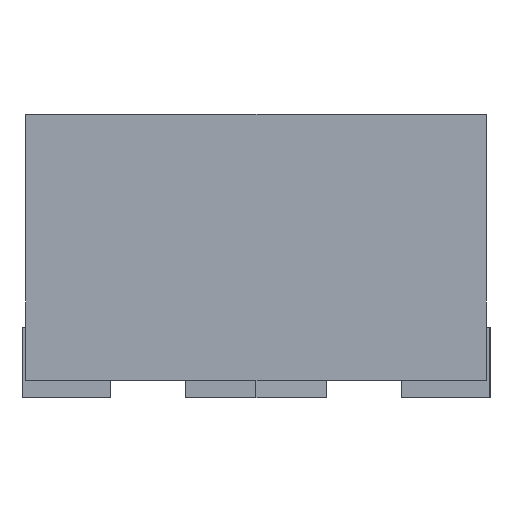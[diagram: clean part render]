
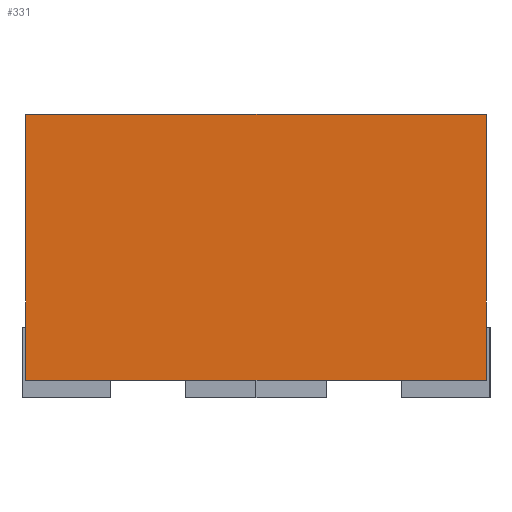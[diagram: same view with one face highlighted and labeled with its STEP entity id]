
A CAD part, left-side view. The second image highlights one B-rep face of the part: STEP entity #331.
In plain terms, the highlighted planar face has unit normal (-1, 0, 0).
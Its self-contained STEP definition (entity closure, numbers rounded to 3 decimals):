
#5 = ORIENTED_EDGE ( 'NONE', *, *, #4147, .F. ) ;
#108 = FACE_OUTER_BOUND ( 'NONE', #1908, .T. ) ;
#148 = DIRECTION ( 'NONE',  ( 0., 1., 0. ) ) ;
#331 = ADVANCED_FACE ( 'NONE', ( #108 ), #3156, .T. ) ;
#432 = VECTOR ( 'NONE', #771, 1000. ) ;
#578 = LINE ( 'NONE', #1297, #4834 ) ;
#771 = DIRECTION ( 'NONE',  ( 0., 0., -1. ) ) ;
#863 = CARTESIAN_POINT ( 'NONE',  ( -1.65, -0.65, 0.05 ) ) ;
#903 = VECTOR ( 'NONE', #1118, 1000. ) ;
#1118 = DIRECTION ( 'NONE',  ( 0., 0., 1. ) ) ;
#1142 = CARTESIAN_POINT ( 'NONE',  ( -1.65, 0.65, 0.05 ) ) ;
#1259 = DIRECTION ( 'NONE',  ( 0., 0., 1. ) ) ;
#1297 = CARTESIAN_POINT ( 'NONE',  ( -1.65, -0.65, 0.8 ) ) ;
#1514 = LINE ( 'NONE', #1142, #903 ) ;
#1532 = LINE ( 'NONE', #4171, #2273 ) ;
#1801 = VERTEX_POINT ( 'NONE', #4062 ) ;
#1908 = EDGE_LOOP ( 'NONE', ( #4966, #2797, #5, #2727 ) ) ;
#1951 = CARTESIAN_POINT ( 'NONE',  ( -1.65, -0.65, 0.05 ) ) ;
#2273 = VECTOR ( 'NONE', #4225, 1000. ) ;
#2412 = CARTESIAN_POINT ( 'NONE',  ( -1.65, 0.65, 0.05 ) ) ;
#2476 = VERTEX_POINT ( 'NONE', #863 ) ;
#2667 = VERTEX_POINT ( 'NONE', #3120 ) ;
#2727 = ORIENTED_EDGE ( 'NONE', *, *, #3159, .T. ) ;
#2797 = ORIENTED_EDGE ( 'NONE', *, *, #3539, .T. ) ;
#3120 = CARTESIAN_POINT ( 'NONE',  ( -1.65, -0.65, 0.8 ) ) ;
#3156 = PLANE ( 'NONE',  #3909 ) ;
#3159 = EDGE_CURVE ( 'NONE', #2667, #1801, #578, .T. ) ;
#3259 = DIRECTION ( 'NONE',  ( -1., 0., 0. ) ) ;
#3539 = EDGE_CURVE ( 'NONE', #4325, #2476, #1532, .T. ) ;
#3598 = EDGE_CURVE ( 'NONE', #4325, #1801, #1514, .T. ) ;
#3909 = AXIS2_PLACEMENT_3D ( 'NONE', #4420, #3259, #1259 ) ;
#4062 = CARTESIAN_POINT ( 'NONE',  ( -1.65, 0.65, 0.8 ) ) ;
#4147 = EDGE_CURVE ( 'NONE', #2667, #2476, #4600, .T. ) ;
#4171 = CARTESIAN_POINT ( 'NONE',  ( -1.65, 0.65, 0.05 ) ) ;
#4225 = DIRECTION ( 'NONE',  ( 0., -1., 0. ) ) ;
#4325 = VERTEX_POINT ( 'NONE', #2412 ) ;
#4420 = CARTESIAN_POINT ( 'NONE',  ( -1.65, -0.65, 0.05 ) ) ;
#4600 = LINE ( 'NONE', #1951, #432 ) ;
#4834 = VECTOR ( 'NONE', #148, 1000. ) ;
#4966 = ORIENTED_EDGE ( 'NONE', *, *, #3598, .F. ) ;
